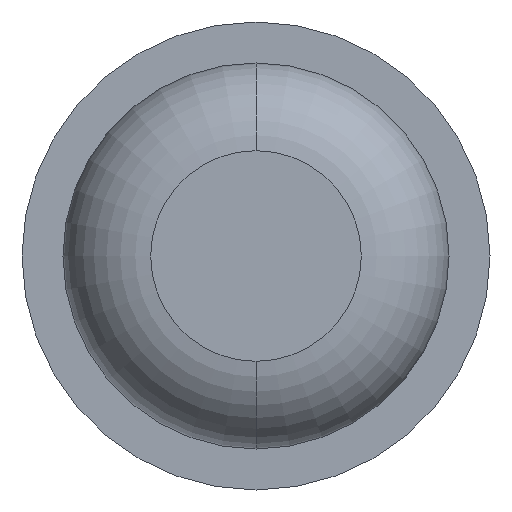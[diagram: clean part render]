
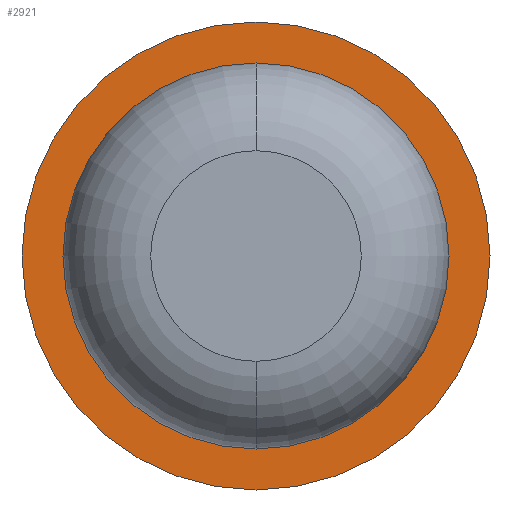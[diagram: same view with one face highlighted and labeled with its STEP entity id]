
A CAD part, front view. The second image highlights one B-rep face of the part: STEP entity #2921.
In plain terms, the highlighted planar face has unit normal (0, -1, 0).
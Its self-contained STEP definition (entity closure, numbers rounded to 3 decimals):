
#9 = ORIENTED_EDGE ( 'NONE', *, *, #4030, .T. ) ;
#173 = CARTESIAN_POINT ( 'NONE',  ( 0., -2., 0. ) ) ;
#206 = EDGE_CURVE ( 'Defeature ausgef�hrt1_6+Defeature ausgef�hrt1_5+Defeature ausgef�hrt1_5+Defeature ausgef�hrt1_5', #2936, #3837, #3745, .T. ) ;
#270 = EDGE_LOOP ( 'NONE', ( #2988, #2314 ) ) ;
#536 = DIRECTION ( 'NONE',  ( 0., 1., 0. ) ) ;
#615 = AXIS2_PLACEMENT_3D ( 'NONE', #3574, #1511, #2566 ) ;
#618 = DIRECTION ( 'NONE',  ( 0., 1., 0. ) ) ;
#896 = ORIENTED_EDGE ( 'NONE', *, *, #4233, .T. ) ;
#1152 = VERTEX_POINT ( 'NONE', #4038 ) ;
#1294 = DIRECTION ( 'NONE',  ( 0., 0., 1. ) ) ;
#1338 = DIRECTION ( 'NONE',  ( 0., 1., 0. ) ) ;
#1511 = DIRECTION ( 'NONE',  ( 0., 1., 0. ) ) ;
#1728 = EDGE_LOOP ( 'NONE', ( #896, #9 ) ) ;
#1937 = DIRECTION ( 'NONE',  ( 0., 0., 1. ) ) ;
#1957 = CARTESIAN_POINT ( 'NONE',  ( 0., -2., 1. ) ) ;
#2314 = ORIENTED_EDGE ( 'NONE', *, *, #3422, .F. ) ;
#2317 = CARTESIAN_POINT ( 'NONE',  ( 0., -2., 0. ) ) ;
#2375 = CIRCLE ( 'NONE', #4077, 0.825 ) ;
#2455 = FACE_BOUND ( 'NONE', #1728, .T. ) ;
#2566 = DIRECTION ( 'NONE',  ( 0., 0., 1. ) ) ;
#2921 = ADVANCED_FACE ( 'Defeature ausgef�hrt1_5', ( #3494, #2455 ), #3605, .F. ) ;
#2936 = VERTEX_POINT ( 'NONE', #1957 ) ;
#2988 = ORIENTED_EDGE ( 'NONE', *, *, #206, .F. ) ;
#3189 = AXIS2_PLACEMENT_3D ( 'NONE', #173, #536, #3522 ) ;
#3222 = CARTESIAN_POINT ( 'NONE',  ( 0., -2., -1. ) ) ;
#3240 = CIRCLE ( 'NONE', #615, 1. ) ;
#3255 = DIRECTION ( 'NONE',  ( 0., 0., 1. ) ) ;
#3283 = CARTESIAN_POINT ( 'NONE',  ( 1., -2., 0. ) ) ;
#3422 = EDGE_CURVE ( 'Defeature ausgef�hrt1_6+Defeature ausgef�hrt1_5+Defeature ausgef�hrt1_5+Defeature ausgef�hrt1_5', #3837, #2936, #3240, .T. ) ;
#3494 = FACE_OUTER_BOUND ( 'NONE', #270, .T. ) ;
#3522 = DIRECTION ( 'NONE',  ( 0., 0., 1. ) ) ;
#3572 = DIRECTION ( 'NONE',  ( 0., 1., 0. ) ) ;
#3574 = CARTESIAN_POINT ( 'NONE',  ( 0., -2., 0. ) ) ;
#3600 = CARTESIAN_POINT ( 'NONE',  ( 0., -2., 0. ) ) ;
#3605 = PLANE ( 'NONE',  #3676 ) ;
#3676 = AXIS2_PLACEMENT_3D ( 'NONE', #3283, #618, #3255 ) ;
#3685 = CARTESIAN_POINT ( 'NONE',  ( 0., -2., -0.825 ) ) ;
#3745 = CIRCLE ( 'NONE', #3805, 1. ) ;
#3805 = AXIS2_PLACEMENT_3D ( 'NONE', #3600, #3572, #1937 ) ;
#3837 = VERTEX_POINT ( 'NONE', #3222 ) ;
#4030 = EDGE_CURVE ( 'Defeature ausgef�hrt1_5+Defeature ausgef�hrt1_0+Defeature ausgef�hrt1_0+Defeature ausgef�hrt1_0', #4064, #1152, #2375, .T. ) ;
#4038 = CARTESIAN_POINT ( 'NONE',  ( 0., -2., 0.825 ) ) ;
#4064 = VERTEX_POINT ( 'NONE', #3685 ) ;
#4077 = AXIS2_PLACEMENT_3D ( 'NONE', #2317, #1338, #1294 ) ;
#4233 = EDGE_CURVE ( 'Defeature ausgef�hrt1_5+Defeature ausgef�hrt1_0+Defeature ausgef�hrt1_0+Defeature ausgef�hrt1_0', #1152, #4064, #4322, .T. ) ;
#4322 = CIRCLE ( 'NONE', #3189, 0.825 ) ;
